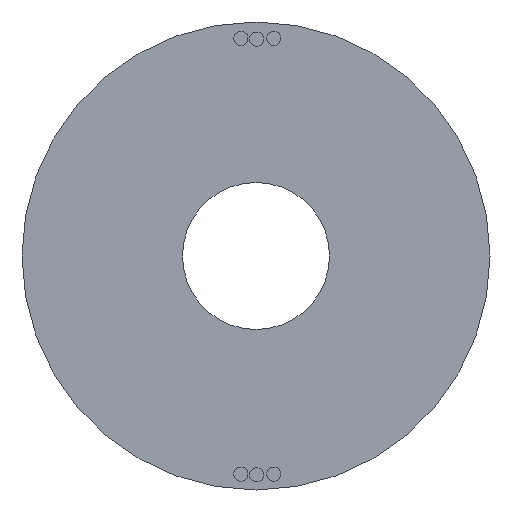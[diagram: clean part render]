
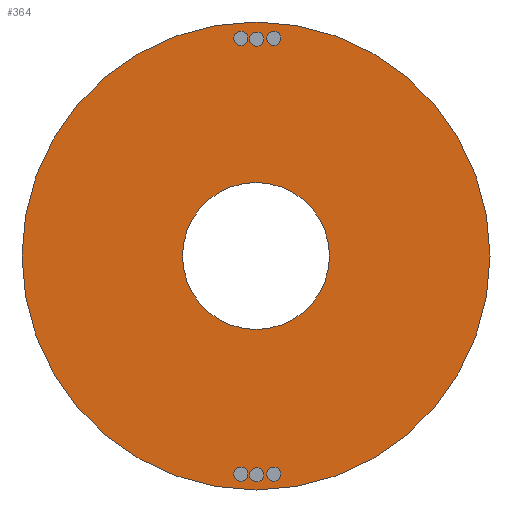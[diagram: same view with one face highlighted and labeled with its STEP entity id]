
A CAD part, front view. The second image highlights one B-rep face of the part: STEP entity #364.
In plain terms, the highlighted planar face has unit normal (0, -1, 0).
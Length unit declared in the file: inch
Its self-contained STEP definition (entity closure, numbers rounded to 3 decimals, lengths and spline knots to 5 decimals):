
#22=FACE_BOUND('',#106,.T.);
#23=FACE_BOUND('',#107,.T.);
#24=FACE_BOUND('',#108,.T.);
#25=FACE_BOUND('',#109,.T.);
#26=FACE_BOUND('',#110,.T.);
#27=FACE_BOUND('',#111,.T.);
#28=FACE_BOUND('',#112,.T.);
#42=PLANE('',#434);
#70=FACE_OUTER_BOUND('',#105,.T.);
#105=EDGE_LOOP('',(#315));
#106=EDGE_LOOP('',(#316));
#107=EDGE_LOOP('',(#317));
#108=EDGE_LOOP('',(#318));
#109=EDGE_LOOP('',(#319));
#110=EDGE_LOOP('',(#320));
#111=EDGE_LOOP('',(#321));
#112=EDGE_LOOP('',(#322));
#142=CIRCLE('',#381,0.013);
#144=CIRCLE('',#385,0.013);
#146=CIRCLE('',#389,0.013);
#148=CIRCLE('',#393,0.013);
#150=CIRCLE('',#397,0.013);
#152=CIRCLE('',#401,0.013);
#166=CIRCLE('',#429,0.135);
#168=CIRCLE('',#432,0.43);
#170=VERTEX_POINT('',#567);
#172=VERTEX_POINT('',#574);
#174=VERTEX_POINT('',#581);
#176=VERTEX_POINT('',#588);
#178=VERTEX_POINT('',#595);
#180=VERTEX_POINT('',#602);
#194=VERTEX_POINT('',#651);
#196=VERTEX_POINT('',#657);
#199=EDGE_CURVE('',#170,#170,#142,.T.);
#202=EDGE_CURVE('',#172,#172,#144,.T.);
#205=EDGE_CURVE('',#174,#174,#146,.T.);
#208=EDGE_CURVE('',#176,#176,#148,.T.);
#211=EDGE_CURVE('',#178,#178,#150,.T.);
#214=EDGE_CURVE('',#180,#180,#152,.T.);
#235=EDGE_CURVE('',#194,#194,#166,.T.);
#238=EDGE_CURVE('',#196,#196,#168,.T.);
#315=ORIENTED_EDGE('',*,*,#238,.F.);
#316=ORIENTED_EDGE('',*,*,#199,.T.);
#317=ORIENTED_EDGE('',*,*,#202,.T.);
#318=ORIENTED_EDGE('',*,*,#205,.T.);
#319=ORIENTED_EDGE('',*,*,#208,.T.);
#320=ORIENTED_EDGE('',*,*,#211,.T.);
#321=ORIENTED_EDGE('',*,*,#214,.T.);
#322=ORIENTED_EDGE('',*,*,#235,.F.);
#364=ADVANCED_FACE('',(#70,#22,#23,#24,#25,#26,#27,#28),#42,.F.);
#381=AXIS2_PLACEMENT_3D('',#569,#442,#443);
#385=AXIS2_PLACEMENT_3D('',#576,#451,#452);
#389=AXIS2_PLACEMENT_3D('',#583,#460,#461);
#393=AXIS2_PLACEMENT_3D('',#590,#469,#470);
#397=AXIS2_PLACEMENT_3D('',#597,#478,#479);
#401=AXIS2_PLACEMENT_3D('',#604,#487,#488);
#429=AXIS2_PLACEMENT_3D('',#653,#550,#551);
#432=AXIS2_PLACEMENT_3D('',#659,#557,#558);
#434=AXIS2_PLACEMENT_3D('',#661,#561,#562);
#442=DIRECTION('center_axis',(0.,1.,0.));
#443=DIRECTION('ref_axis',(1.,0.,0.));
#451=DIRECTION('center_axis',(0.,1.,0.));
#452=DIRECTION('ref_axis',(1.,0.,0.));
#460=DIRECTION('center_axis',(0.,1.,0.));
#461=DIRECTION('ref_axis',(1.,0.,0.));
#469=DIRECTION('center_axis',(0.,1.,0.));
#470=DIRECTION('ref_axis',(1.,0.,0.));
#478=DIRECTION('center_axis',(0.,1.,0.));
#479=DIRECTION('ref_axis',(1.,0.,0.));
#487=DIRECTION('center_axis',(0.,1.,0.));
#488=DIRECTION('ref_axis',(1.,0.,0.));
#550=DIRECTION('center_axis',(0.,-1.,0.));
#551=DIRECTION('ref_axis',(-1.,0.,0.));
#557=DIRECTION('center_axis',(0.,1.,0.));
#558=DIRECTION('ref_axis',(-1.,0.,0.));
#561=DIRECTION('center_axis',(0.,1.,0.));
#562=DIRECTION('ref_axis',(-1.,0.,0.));
#567=CARTESIAN_POINT('',(-1.63454,-5.18353,4.89136));
#569=CARTESIAN_POINT('Origin',(-1.62154,-5.18353,4.89136));
#574=CARTESIAN_POINT('',(-1.66603,-5.18353,4.08945));
#576=CARTESIAN_POINT('Origin',(-1.65303,-5.18353,4.08945));
#581=CARTESIAN_POINT('',(-1.63454,-5.18353,4.09074));
#583=CARTESIAN_POINT('Origin',(-1.62154,-5.18353,4.09074));
#588=CARTESIAN_POINT('',(-1.66603,-5.18353,4.89008));
#590=CARTESIAN_POINT('Origin',(-1.65303,-5.18353,4.89008));
#595=CARTESIAN_POINT('',(-1.69494,-5.18353,4.09074));
#597=CARTESIAN_POINT('Origin',(-1.68194,-5.18353,4.09074));
#602=CARTESIAN_POINT('',(-1.69494,-5.18353,4.89136));
#604=CARTESIAN_POINT('Origin',(-1.68194,-5.18353,4.89136));
#651=CARTESIAN_POINT('',(-1.51918,-5.18353,4.49153));
#653=CARTESIAN_POINT('Origin',(-1.65418,-5.18353,4.49153));
#657=CARTESIAN_POINT('',(-1.22418,-5.18353,4.49153));
#659=CARTESIAN_POINT('Origin',(-1.65418,-5.18353,4.49153));
#661=CARTESIAN_POINT('Origin',(-1.65418,-5.18353,4.49153));
